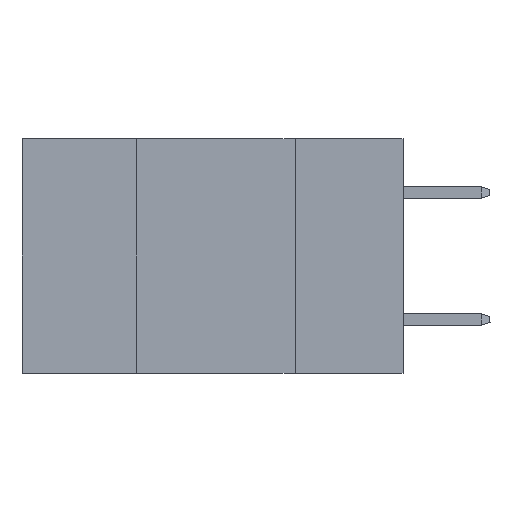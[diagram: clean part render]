
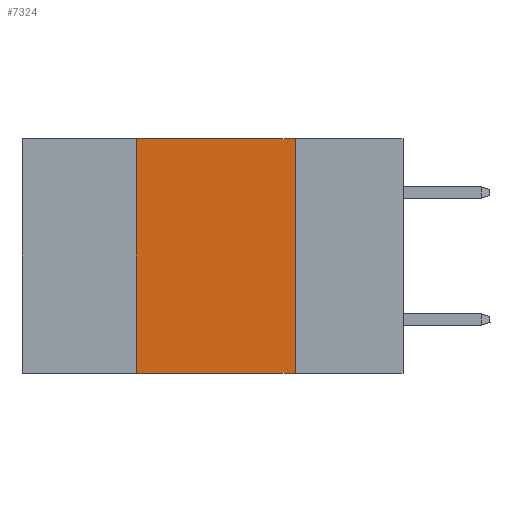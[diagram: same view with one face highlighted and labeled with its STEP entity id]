
A CAD part, left-side view. The second image highlights one B-rep face of the part: STEP entity #7324.
In plain terms, the highlighted planar face has unit normal (-1, 0, 0).
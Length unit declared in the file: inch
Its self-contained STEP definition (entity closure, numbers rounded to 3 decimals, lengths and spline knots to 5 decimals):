
#343 = VECTOR ( 'NONE', #7732, 39.37008 ) ;
#481 = EDGE_CURVE ( 'NONE', #610, #6287, #1107, .T. ) ;
#610 = VERTEX_POINT ( 'NONE', #11339 ) ;
#705 = VECTOR ( 'NONE', #6988, 39.37008 ) ;
#1107 = LINE ( 'NONE', #3226, #705 ) ;
#1148 = DIRECTION ( 'NONE',  ( 0., 0., -1. ) ) ;
#1583 = CARTESIAN_POINT ( 'NONE',  ( 0., 0.6, -0.37 ) ) ;
#2185 = VECTOR ( 'NONE', #1148, 39.37008 ) ;
#3226 = CARTESIAN_POINT ( 'NONE',  ( 0., 0.42, 0. ) ) ;
#3270 = CARTESIAN_POINT ( 'NONE',  ( 0., 0.17, 0. ) ) ;
#4199 = CARTESIAN_POINT ( 'NONE',  ( 0., 0.42, 0. ) ) ;
#5258 = EDGE_CURVE ( 'NONE', #6287, #12672, #6685, .T. ) ;
#5425 = VECTOR ( 'NONE', #11861, 39.37008 ) ;
#5519 = CARTESIAN_POINT ( 'NONE',  ( 0., 0.17, 0. ) ) ;
#5522 = EDGE_LOOP ( 'NONE', ( #8051, #6641, #9985, #5992 ) ) ;
#5613 = AXIS2_PLACEMENT_3D ( 'NONE', #6782, #12845, #6653 ) ;
#5845 = CARTESIAN_POINT ( 'NONE',  ( 0., 0.17, -0.37 ) ) ;
#5992 = ORIENTED_EDGE ( 'NONE', *, *, #6962, .T. ) ;
#6287 = VERTEX_POINT ( 'NONE', #4199 ) ;
#6641 = ORIENTED_EDGE ( 'NONE', *, *, #5258, .F. ) ;
#6653 = DIRECTION ( 'NONE',  ( 0., 0., -1. ) ) ;
#6685 = LINE ( 'NONE', #10703, #343 ) ;
#6782 = CARTESIAN_POINT ( 'NONE',  ( 0., 0.6, 0. ) ) ;
#6962 = EDGE_CURVE ( 'NONE', #610, #9588, #9703, .T. ) ;
#6988 = DIRECTION ( 'NONE',  ( 0., 0., 1. ) ) ;
#7324 = ADVANCED_FACE ( 'NONE', ( #9801 ), #12778, .F. ) ;
#7732 = DIRECTION ( 'NONE',  ( 0., -1., 0. ) ) ;
#8051 = ORIENTED_EDGE ( 'NONE', *, *, #11018, .F. ) ;
#9588 = VERTEX_POINT ( 'NONE', #5845 ) ;
#9703 = LINE ( 'NONE', #1583, #5425 ) ;
#9801 = FACE_OUTER_BOUND ( 'NONE', #5522, .T. ) ;
#9985 = ORIENTED_EDGE ( 'NONE', *, *, #481, .F. ) ;
#10126 = LINE ( 'NONE', #3270, #2185 ) ;
#10703 = CARTESIAN_POINT ( 'NONE',  ( 0., 0.6, 0. ) ) ;
#11018 = EDGE_CURVE ( 'NONE', #12672, #9588, #10126, .T. ) ;
#11339 = CARTESIAN_POINT ( 'NONE',  ( 0., 0.42, -0.37 ) ) ;
#11861 = DIRECTION ( 'NONE',  ( 0., -1., 0. ) ) ;
#12672 = VERTEX_POINT ( 'NONE', #5519 ) ;
#12778 = PLANE ( 'NONE',  #5613 ) ;
#12845 = DIRECTION ( 'NONE',  ( 1., 0., 0. ) ) ;
